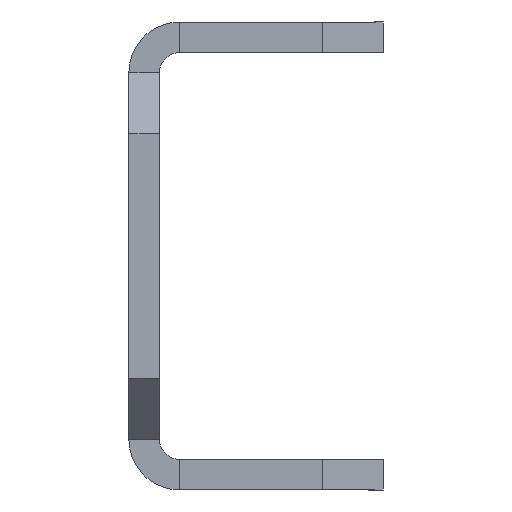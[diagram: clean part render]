
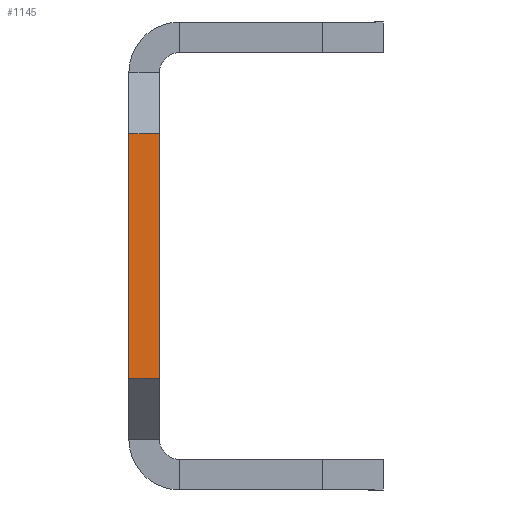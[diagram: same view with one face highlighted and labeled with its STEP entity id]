
A CAD part, left-side view. The second image highlights one B-rep face of the part: STEP entity #1145.
In plain terms, the highlighted planar face has unit normal (-1, 0, 0).
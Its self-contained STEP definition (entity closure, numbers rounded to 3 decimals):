
#44 = DIRECTION ( 'NONE',  ( 0., 1., 0. ) ) ;
#81 = DIRECTION ( 'NONE',  ( 0., 0., 1. ) ) ;
#84 = ORIENTED_EDGE ( 'NONE', *, *, #444, .T. ) ;
#185 = DIRECTION ( 'NONE',  ( 0., 0., -1. ) ) ;
#275 = VECTOR ( 'NONE', #855, 1000. ) ;
#279 = DIRECTION ( 'NONE',  ( 0., 0., -1. ) ) ;
#372 = VECTOR ( 'NONE', #185, 1000. ) ;
#416 = CARTESIAN_POINT ( 'NONE',  ( -215., -1.5, 9. ) ) ;
#432 = EDGE_CURVE ( 'NONE', #1007, #1524, #997, .T. ) ;
#444 = EDGE_CURVE ( 'NONE', #472, #1808, #1417, .T. ) ;
#472 = VERTEX_POINT ( 'NONE', #1324 ) ;
#592 = CARTESIAN_POINT ( 'NONE',  ( -215., 0., -6. ) ) ;
#736 = CARTESIAN_POINT ( 'NONE',  ( -215., 0., 6. ) ) ;
#767 = DIRECTION ( 'NONE',  ( -1., 0., 0. ) ) ;
#806 = ORIENTED_EDGE ( 'NONE', *, *, #432, .T. ) ;
#855 = DIRECTION ( 'NONE',  ( 0., -1., 0. ) ) ;
#878 = CARTESIAN_POINT ( 'NONE',  ( -215., 0., 9. ) ) ;
#997 = LINE ( 'NONE', #1572, #275 ) ;
#1007 = VERTEX_POINT ( 'NONE', #592 ) ;
#1011 = CARTESIAN_POINT ( 'NONE',  ( -215., 0., 6. ) ) ;
#1028 = PLANE ( 'NONE',  #1076 ) ;
#1071 = EDGE_CURVE ( 'NONE', #1808, #1007, #1156, .T. ) ;
#1076 = AXIS2_PLACEMENT_3D ( 'NONE', #1592, #767, #81 ) ;
#1145 = ADVANCED_FACE ( 'NONE', ( #1736 ), #1028, .T. ) ;
#1156 = LINE ( 'NONE', #878, #372 ) ;
#1231 = ORIENTED_EDGE ( 'NONE', *, *, #1327, .F. ) ;
#1247 = LINE ( 'NONE', #416, #1603 ) ;
#1324 = CARTESIAN_POINT ( 'NONE',  ( -215., -1.5, 6. ) ) ;
#1327 = EDGE_CURVE ( 'NONE', #472, #1524, #1247, .T. ) ;
#1385 = EDGE_LOOP ( 'NONE', ( #1668, #806, #1231, #84 ) ) ;
#1386 = VECTOR ( 'NONE', #44, 1000. ) ;
#1417 = LINE ( 'NONE', #736, #1386 ) ;
#1524 = VERTEX_POINT ( 'NONE', #1732 ) ;
#1572 = CARTESIAN_POINT ( 'NONE',  ( -215., -1.5, -6. ) ) ;
#1592 = CARTESIAN_POINT ( 'NONE',  ( -215., -1.5, 9. ) ) ;
#1603 = VECTOR ( 'NONE', #279, 1000. ) ;
#1668 = ORIENTED_EDGE ( 'NONE', *, *, #1071, .T. ) ;
#1732 = CARTESIAN_POINT ( 'NONE',  ( -215., -1.5, -6. ) ) ;
#1736 = FACE_OUTER_BOUND ( 'NONE', #1385, .T. ) ;
#1808 = VERTEX_POINT ( 'NONE', #1011 ) ;
